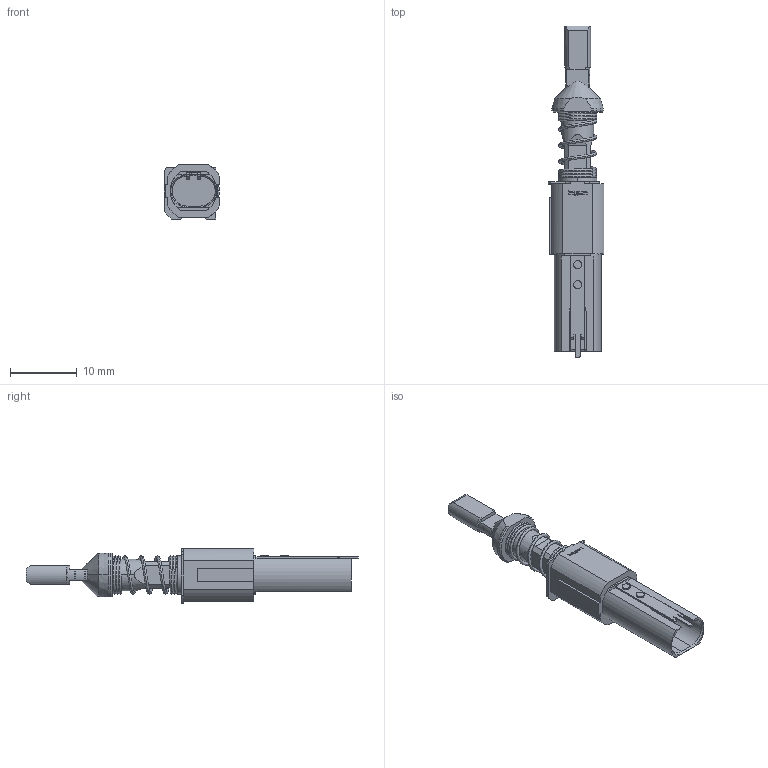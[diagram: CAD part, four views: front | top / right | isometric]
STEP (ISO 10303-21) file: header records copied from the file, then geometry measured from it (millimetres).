
FILE_DESCRIPTION (( 'STEP AP203' ), '1' );
FILE_NAME ('INGUN_HFS-802_306_100_A_xx42_MTNT.STEP', '2020-12-07T15:03:25', ( '' ), ( '' ), 'SwSTEP 2.0', 'SolidWorks 2018', '' );
FILE_SCHEMA (( 'CONFIG_CONTROL_DESIGN' ));
Length unit declared in the file: millimetre
Products named in the file (1): INGUN_HFS-802_306_100_A_xx42_MTNT
Bounding box: 8.3 x 49.8 x 8.1 mm (x, y, z)
Volume: 1240.6 mm3; surface area: 1539.4 mm2
Topology: 1 solids, 1 shells, 299 faces, 769 edges, 488 vertices
Faces by surface type: plane 192, cylinder 78, cone 20, bspline 6, torus 3
Entity records: 11412 total; most frequent: CARTESIAN_POINT 4209, ORIENTED_EDGE 1538, DIRECTION 1445, EDGE_CURVE 769, AXIS2_PLACEMENT_3D 488, VERTEX_POINT 488, VECTOR 469, LINE 469
